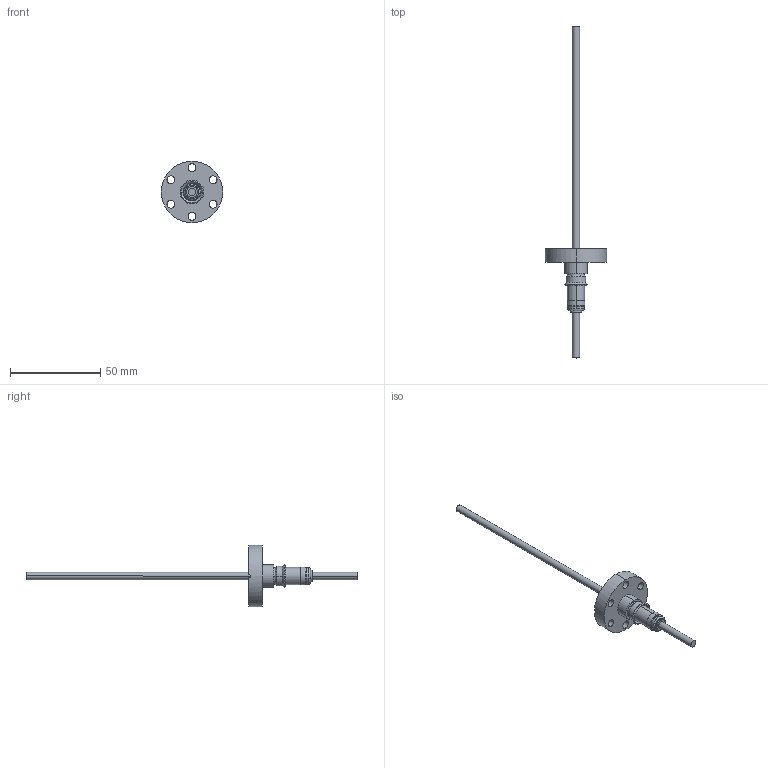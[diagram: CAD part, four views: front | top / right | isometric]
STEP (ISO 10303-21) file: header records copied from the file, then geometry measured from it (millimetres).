
FILE_DESCRIPTION (( 'STEP AP214' ), '1' );
FILE_NAME ('261-40CU5K-C16.STEP', '2015-02-10T11:18:44', ( 'allectra' ), ( 'Microsoft' ), 'SwSTEP 2.0', 'SolidWorks 2014', '' );
FILE_SCHEMA (( 'AUTOMOTIVE_DESIGN' ));
Length unit declared in the file: millimetre
Products named in the file (3): 261-40CU5K; 9411-C16-12.6_411-CB16; 261-40CU5K-C16
Assembly tree (2 placements, depth 2):
  261-40CU5K-C16
    9411-C16-12.6_411-CB16
    261-40CU5K
Bounding box: 34 x 184.15 x 34 mm (x, y, z)
Volume: 9527.8 mm3; surface area: 7350.1 mm2
Topology: 2 solids, 4 shells, 103 faces, 246 edges, 158 vertices
Faces by surface type: cylinder 52, cone 18, plane 17, bspline 14, torus 2
Entity records: 3520 total; most frequent: CARTESIAN_POINT 918, DIRECTION 584, ORIENTED_EDGE 492, AXIS2_PLACEMENT_3D 256, EDGE_CURVE 246, CIRCLE 162, VERTEX_POINT 158, EDGE_LOOP 128
